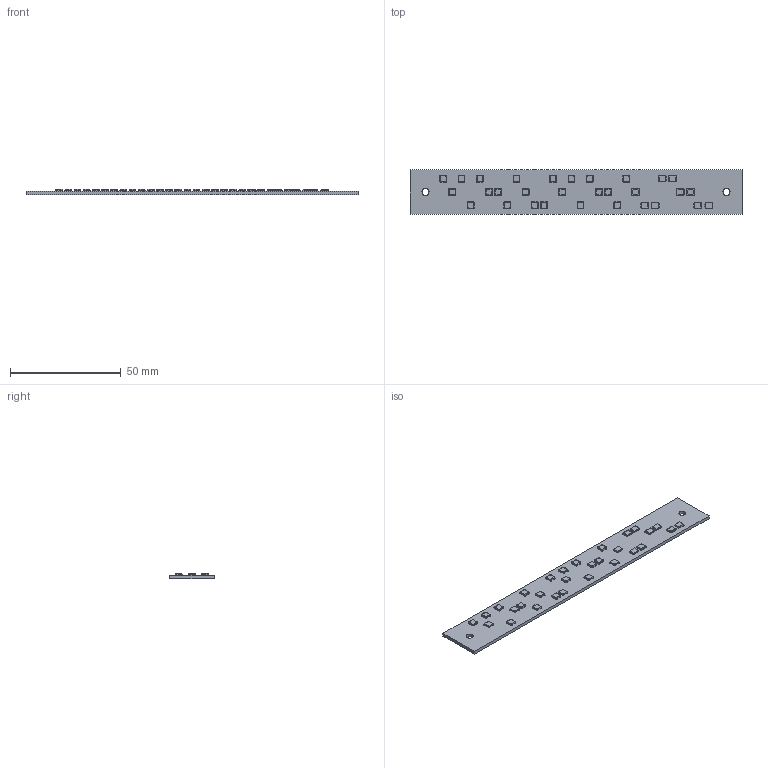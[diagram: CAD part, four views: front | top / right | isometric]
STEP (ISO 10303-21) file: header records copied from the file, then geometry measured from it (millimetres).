
FILE_DESCRIPTION(('KiCad electronic assembly'),'2;1');
FILE_NAME('growbeam.step','2025-04-18T15:29:54',('Pcbnew'),('Kicad'), 'Open CASCADE STEP processor 7.6','KiCad to STEP converter','Unknown' );
FILE_SCHEMA(('AUTOMOTIVE_DESIGN { 1 0 10303 214 1 1 1 1 }'));
Length unit declared in the file: millimetre
Products named in the file (4): growbeam 1; LM301H; LUXEON_SP_2835; growbeam_PCB
Assembly tree (31 placements, depth 2):
  growbeam 1
    LM301H  x21
    LUXEON_SP_2835  x9
    growbeam_PCB
Bounding box: 150 x 20 x 2.35 mm (x, y, z)
Volume: 4705.7 mm3; surface area: 7337.6 mm2
Topology: 31 solids, 31 shells, 2450 faces, 8316 edges, 5976 vertices
Faces by surface type: plane 1872, cylinder 578
Full cylindrical faces by diameter (mm): 3.2 x2
Entity records: 7116 total; most frequent: CARTESIAN_POINT 1504, ORIENTED_EDGE 1192, DIRECTION 1090, EDGE_CURVE 596, VERTEX_POINT 416, LINE 410, VECTOR 410, AXIS2_PLACEMENT_3D 340
